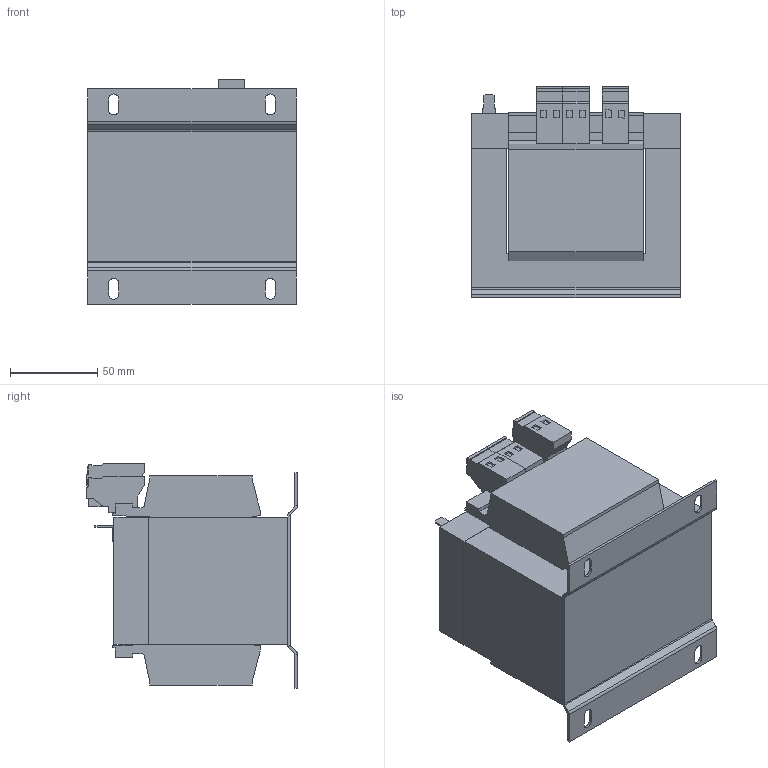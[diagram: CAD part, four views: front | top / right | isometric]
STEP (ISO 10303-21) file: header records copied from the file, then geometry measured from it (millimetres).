
FILE_DESCRIPTION (( 'STEP AP214' ), '1' );
FILE_NAME ('227635.STEP', '2020-07-06T10:32:48', ( '' ), ( '' ), 'SwSTEP 2.0', 'SolidWorks 2018', '' );
FILE_SCHEMA (( 'AUTOMOTIVE_DESIGN' ));
Length unit declared in the file: millimetre
Products named in the file (1): 227635
Bounding box: 120 x 121.25 x 129.3 mm (x, y, z)
Volume: 1157987.3 mm3; surface area: 131265.1 mm2
Topology: 1 solids, 1 shells, 276 faces, 704 edges, 452 vertices
Faces by surface type: plane 242, cylinder 34
Entity records: 8210 total; most frequent: CARTESIAN_POINT 1433, ORIENTED_EDGE 1408, DIRECTION 1326, EDGE_CURVE 704, VECTOR 636, LINE 636, VERTEX_POINT 452, AXIS2_PLACEMENT_3D 345
